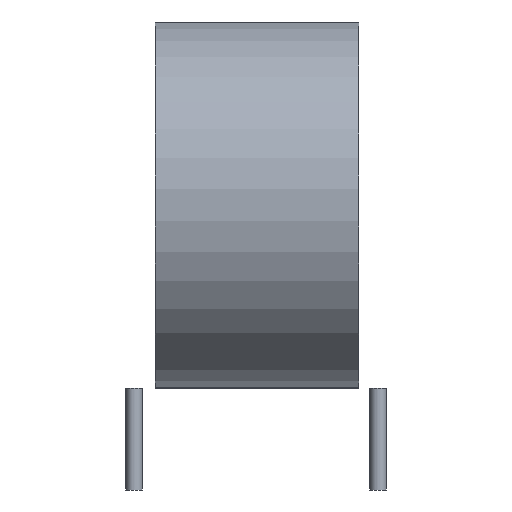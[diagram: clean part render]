
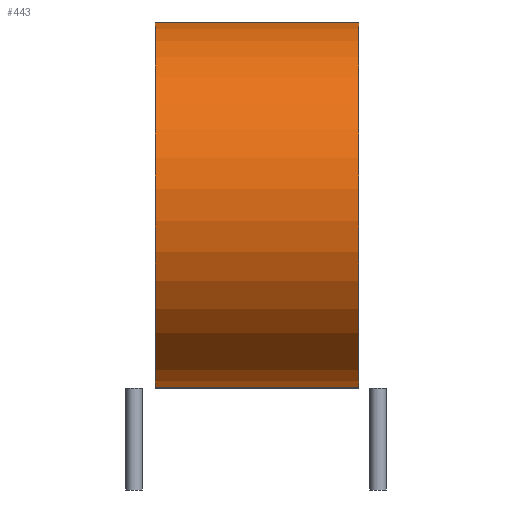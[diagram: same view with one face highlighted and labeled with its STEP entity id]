
A CAD part, left-side view. The second image highlights one B-rep face of the part: STEP entity #443.
In plain terms, the highlighted cylindrical face has radius 9 mm (diameter 18 mm), a partial arc.
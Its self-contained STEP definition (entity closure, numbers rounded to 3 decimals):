
#443 = ADVANCED_FACE('',(#444),#458,.T.);
#444 = FACE_BOUND('',#445,.F.);
#445 = EDGE_LOOP('',(#446,#480,#512,#539));
#446 = ORIENTED_EDGE('',*,*,#447,.T.);
#447 = EDGE_CURVE('',#448,#450,#452,.T.);
#448 = VERTEX_POINT('',#449);
#449 = CARTESIAN_POINT('',(-1.,0.,8.944));
#450 = VERTEX_POINT('',#451);
#451 = CARTESIAN_POINT('',(-1.,-10.,8.944));
#452 = SURFACE_CURVE('',#453,(#457,#468),.PCURVE_S1.);
#453 = LINE('',#454,#455);
#454 = CARTESIAN_POINT('',(-1.,0.,8.944));
#455 = VECTOR('',#456,1.);
#456 = DIRECTION('',(0.,-1.,0.));
#457 = PCURVE('',#458,#463);
#458 = CYLINDRICAL_SURFACE('',#459,9.);
#459 = AXIS2_PLACEMENT_3D('',#460,#461,#462);
#460 = CARTESIAN_POINT('',(0.,0.,
    0.));
#461 = DIRECTION('',(0.,1.,0.));
#462 = DIRECTION('',(1.,0.,0.));
#463 = DEFINITIONAL_REPRESENTATION('',(#464),#467);
#464 = B_SPLINE_CURVE_WITH_KNOTS('',1,(#465,#466),.UNSPECIFIED.,.F.,.F.,
  (2,2),(0.,10.),.PIECEWISE_BEZIER_KNOTS.);
#465 = CARTESIAN_POINT('',(-1.682,0.));
#466 = CARTESIAN_POINT('',(-1.682,-10.));
#467 = ( GEOMETRIC_REPRESENTATION_CONTEXT(2) 
PARAMETRIC_REPRESENTATION_CONTEXT() REPRESENTATION_CONTEXT('2D SPACE',''
  ) );
#468 = PCURVE('',#469,#474);
#469 = PLANE('',#470);
#470 = AXIS2_PLACEMENT_3D('',#471,#472,#473);
#471 = CARTESIAN_POINT('',(-1.,0.,8.944));
#472 = DIRECTION('',(-1.,0.,0.));
#473 = DIRECTION('',(0.,0.,1.));
#474 = DEFINITIONAL_REPRESENTATION('',(#475),#479);
#475 = LINE('',#476,#477);
#476 = CARTESIAN_POINT('',(0.,0.));
#477 = VECTOR('',#478,1.);
#478 = DIRECTION('',(0.,-1.));
#479 = ( GEOMETRIC_REPRESENTATION_CONTEXT(2) 
PARAMETRIC_REPRESENTATION_CONTEXT() REPRESENTATION_CONTEXT('2D SPACE',''
  ) );
#480 = ORIENTED_EDGE('',*,*,#481,.T.);
#481 = EDGE_CURVE('',#450,#482,#484,.T.);
#482 = VERTEX_POINT('',#483);
#483 = CARTESIAN_POINT('',(-1.,-10.,-8.944));
#484 = SURFACE_CURVE('',#485,(#490,#496),.PCURVE_S1.);
#485 = CIRCLE('',#486,9.);
#486 = AXIS2_PLACEMENT_3D('',#487,#488,#489);
#487 = CARTESIAN_POINT('',(0.,-10.,0.));
#488 = DIRECTION('',(0.,-1.,0.));
#489 = DIRECTION('',(1.,0.,0.));
#490 = PCURVE('',#458,#491);
#491 = DEFINITIONAL_REPRESENTATION('',(#492),#495);
#492 = B_SPLINE_CURVE_WITH_KNOTS('',1,(#493,#494),.UNSPECIFIED.,.F.,.F.,
  (2,2),(1.682,4.601),.PIECEWISE_BEZIER_KNOTS.);
#493 = CARTESIAN_POINT('',(-1.682,-10.));
#494 = CARTESIAN_POINT('',(-4.601,-10.));
#495 = ( GEOMETRIC_REPRESENTATION_CONTEXT(2) 
PARAMETRIC_REPRESENTATION_CONTEXT() REPRESENTATION_CONTEXT('2D SPACE',''
  ) );
#496 = PCURVE('',#497,#502);
#497 = PLANE('',#498);
#498 = AXIS2_PLACEMENT_3D('',#499,#500,#501);
#499 = CARTESIAN_POINT('',(0.,-10.,0.));
#500 = DIRECTION('',(0.,1.,0.));
#501 = DIRECTION('',(0.,0.,1.));
#502 = DEFINITIONAL_REPRESENTATION('',(#503),#511);
#503 = ( BOUNDED_CURVE() B_SPLINE_CURVE(2,(#504,#505,#506,#507,#508,#509
,#510),.UNSPECIFIED.,.T.,.F.) B_SPLINE_CURVE_WITH_KNOTS((1,2,2,2,2,1),(
    -2.094,0.,2.094,4.189,6.283,
8.378),.UNSPECIFIED.) CURVE() GEOMETRIC_REPRESENTATION_ITEM() 
RATIONAL_B_SPLINE_CURVE((1.,0.5,1.,0.5,1.,0.5,1.)) REPRESENTATION_ITEM(
  '') );
#504 = CARTESIAN_POINT('',(0.,9.));
#505 = CARTESIAN_POINT('',(15.588,9.));
#506 = CARTESIAN_POINT('',(7.794,-4.5));
#507 = CARTESIAN_POINT('',(0.,-18.));
#508 = CARTESIAN_POINT('',(-7.794,-4.5));
#509 = CARTESIAN_POINT('',(-15.588,9.));
#510 = CARTESIAN_POINT('',(0.,9.));
#511 = ( GEOMETRIC_REPRESENTATION_CONTEXT(2) 
PARAMETRIC_REPRESENTATION_CONTEXT() REPRESENTATION_CONTEXT('2D SPACE',''
  ) );
#512 = ORIENTED_EDGE('',*,*,#513,.F.);
#513 = EDGE_CURVE('',#514,#482,#516,.T.);
#514 = VERTEX_POINT('',#515);
#515 = CARTESIAN_POINT('',(-1.,0.,-8.944));
#516 = SURFACE_CURVE('',#517,(#521,#527),.PCURVE_S1.);
#517 = LINE('',#518,#519);
#518 = CARTESIAN_POINT('',(-1.,0.,-8.944));
#519 = VECTOR('',#520,1.);
#520 = DIRECTION('',(0.,-1.,0.));
#521 = PCURVE('',#458,#522);
#522 = DEFINITIONAL_REPRESENTATION('',(#523),#526);
#523 = B_SPLINE_CURVE_WITH_KNOTS('',1,(#524,#525),.UNSPECIFIED.,.F.,.F.,
  (2,2),(0.,10.),.PIECEWISE_BEZIER_KNOTS.);
#524 = CARTESIAN_POINT('',(-4.601,0.));
#525 = CARTESIAN_POINT('',(-4.601,-10.));
#526 = ( GEOMETRIC_REPRESENTATION_CONTEXT(2) 
PARAMETRIC_REPRESENTATION_CONTEXT() REPRESENTATION_CONTEXT('2D SPACE',''
  ) );
#527 = PCURVE('',#528,#533);
#528 = PLANE('',#529);
#529 = AXIS2_PLACEMENT_3D('',#530,#531,#532);
#530 = CARTESIAN_POINT('',(-1.,0.,-9.));
#531 = DIRECTION('',(-1.,0.,0.));
#532 = DIRECTION('',(0.,0.,1.));
#533 = DEFINITIONAL_REPRESENTATION('',(#534),#538);
#534 = LINE('',#535,#536);
#535 = CARTESIAN_POINT('',(0.056,0.));
#536 = VECTOR('',#537,1.);
#537 = DIRECTION('',(0.,-1.));
#538 = ( GEOMETRIC_REPRESENTATION_CONTEXT(2) 
PARAMETRIC_REPRESENTATION_CONTEXT() REPRESENTATION_CONTEXT('2D SPACE',''
  ) );
#539 = ORIENTED_EDGE('',*,*,#540,.F.);
#540 = EDGE_CURVE('',#448,#514,#541,.T.);
#541 = SURFACE_CURVE('',#542,(#547,#553),.PCURVE_S1.);
#542 = CIRCLE('',#543,9.);
#543 = AXIS2_PLACEMENT_3D('',#544,#545,#546);
#544 = CARTESIAN_POINT('',(0.,0.,
    0.));
#545 = DIRECTION('',(0.,-1.,0.));
#546 = DIRECTION('',(1.,0.,0.));
#547 = PCURVE('',#458,#548);
#548 = DEFINITIONAL_REPRESENTATION('',(#549),#552);
#549 = B_SPLINE_CURVE_WITH_KNOTS('',1,(#550,#551),.UNSPECIFIED.,.F.,.F.,
  (2,2),(1.682,4.601),.PIECEWISE_BEZIER_KNOTS.);
#550 = CARTESIAN_POINT('',(-1.682,0.));
#551 = CARTESIAN_POINT('',(-4.601,0.));
#552 = ( GEOMETRIC_REPRESENTATION_CONTEXT(2) 
PARAMETRIC_REPRESENTATION_CONTEXT() REPRESENTATION_CONTEXT('2D SPACE',''
  ) );
#553 = PCURVE('',#554,#559);
#554 = PLANE('',#555);
#555 = AXIS2_PLACEMENT_3D('',#556,#557,#558);
#556 = CARTESIAN_POINT('',(0.,0.,
    0.));
#557 = DIRECTION('',(0.,1.,0.));
#558 = DIRECTION('',(0.,0.,1.));
#559 = DEFINITIONAL_REPRESENTATION('',(#560),#568);
#560 = ( BOUNDED_CURVE() B_SPLINE_CURVE(2,(#561,#562,#563,#564,#565,#566
,#567),.UNSPECIFIED.,.T.,.F.) B_SPLINE_CURVE_WITH_KNOTS((1,2,2,2,2,1),(
    -2.094,0.,2.094,4.189,6.283,
8.378),.UNSPECIFIED.) CURVE() GEOMETRIC_REPRESENTATION_ITEM() 
RATIONAL_B_SPLINE_CURVE((1.,0.5,1.,0.5,1.,0.5,1.)) REPRESENTATION_ITEM(
  '') );
#561 = CARTESIAN_POINT('',(0.,9.));
#562 = CARTESIAN_POINT('',(15.588,9.));
#563 = CARTESIAN_POINT('',(7.794,-4.5));
#564 = CARTESIAN_POINT('',(0.,-18.));
#565 = CARTESIAN_POINT('',(-7.794,-4.5));
#566 = CARTESIAN_POINT('',(-15.588,9.));
#567 = CARTESIAN_POINT('',(0.,9.));
#568 = ( GEOMETRIC_REPRESENTATION_CONTEXT(2) 
PARAMETRIC_REPRESENTATION_CONTEXT() REPRESENTATION_CONTEXT('2D SPACE',''
  ) );
